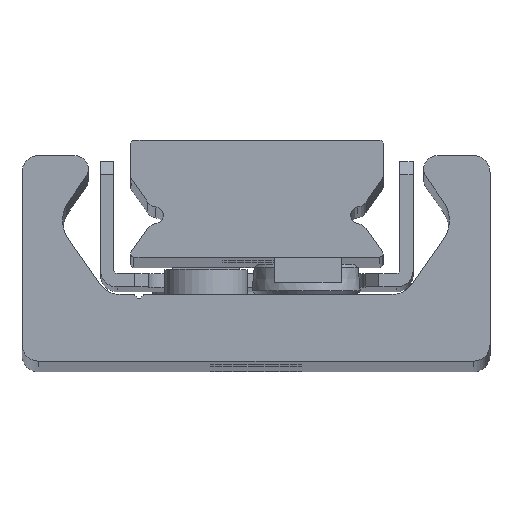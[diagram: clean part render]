
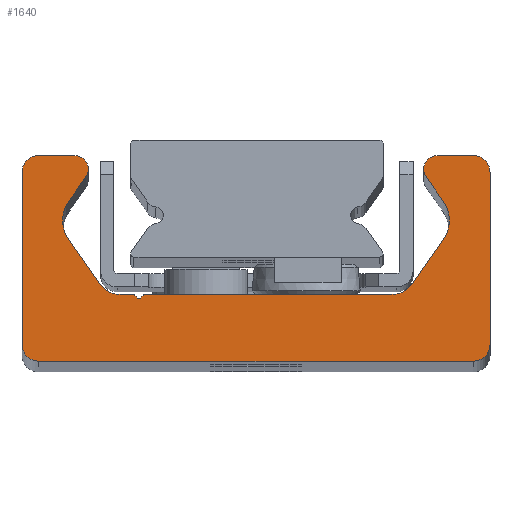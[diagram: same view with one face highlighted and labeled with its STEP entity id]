
A CAD part, top view. The second image highlights one B-rep face of the part: STEP entity #1640.
In plain terms, the highlighted planar face has unit normal (0, 0, 1).
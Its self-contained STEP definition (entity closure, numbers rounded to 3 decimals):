
#758=CARTESIAN_POINT('',(7.0,0.0,370.0));
#759=VERTEX_POINT('',#758);
#760=CARTESIAN_POINT('',(6.,1.0,370.0));
#761=VERTEX_POINT('',#760);
#762=CARTESIAN_POINT('',(7.0,1.0,370.0));
#763=DIRECTION('',(0.0,0.0,-1.0));
#764=DIRECTION('',(-1.0,0.0,0.0));
#765=AXIS2_PLACEMENT_3D('',#762,#763,#764);
#766=CIRCLE('',#765,1.0);
#767=EDGE_CURVE('',#759,#761,#766,.T.);
#800=CARTESIAN_POINT('',(6.,11.3,370.0));
#801=VERTEX_POINT('',#800);
#802=CARTESIAN_POINT('',(6.,1.0,370.0));
#803=DIRECTION('',(0.0,1.0,0.0));
#804=VECTOR('',#803,10.3);
#805=LINE('',#802,#804);
#806=EDGE_CURVE('',#761,#801,#805,.T.);
#831=CARTESIAN_POINT('',(7.0,12.3,370.0));
#832=VERTEX_POINT('',#831);
#833=CARTESIAN_POINT('',(7.0,11.3,370.0));
#834=DIRECTION('',(0.0,0.0,-1.0));
#835=DIRECTION('',(0.0,1.0,0.0));
#836=AXIS2_PLACEMENT_3D('',#833,#834,#835);
#837=CIRCLE('',#836,1.);
#838=EDGE_CURVE('',#801,#832,#837,.T.);
#864=CARTESIAN_POINT('',(9.17,12.3,370.0));
#865=VERTEX_POINT('',#864);
#866=CARTESIAN_POINT('',(7.0,12.3,370.0));
#867=DIRECTION('',(1.0,0.0,0.0));
#868=VECTOR('',#867,2.17);
#869=LINE('',#866,#868);
#870=EDGE_CURVE('',#832,#865,#869,.T.);
#895=CARTESIAN_POINT('',(9.826,11.041,370.0));
#896=VERTEX_POINT('',#895);
#897=CARTESIAN_POINT('',(9.17,11.5,370.0));
#898=DIRECTION('',(0.0,0.0,-1.0));
#899=DIRECTION('',(0.819,-0.574,0.0));
#900=AXIS2_PLACEMENT_3D('',#897,#898,#899);
#901=CIRCLE('',#900,0.8);
#902=EDGE_CURVE('',#865,#896,#901,.T.);
#928=CARTESIAN_POINT('',(8.794,9.567,370.0));
#929=VERTEX_POINT('',#928);
#930=CARTESIAN_POINT('',(9.826,11.041,370.0));
#931=DIRECTION('',(-0.574,-0.819,0.0));
#932=VECTOR('',#931,1.799);
#933=LINE('',#930,#932);
#934=EDGE_CURVE('',#896,#929,#933,.T.);
#959=CARTESIAN_POINT('',(8.794,7.273,370.0));
#960=VERTEX_POINT('',#959);
#961=CARTESIAN_POINT('',(10.432,8.42,370.0));
#962=DIRECTION('',(0.0,0.0,1.0));
#963=DIRECTION('',(0.819,-0.574,0.0));
#964=AXIS2_PLACEMENT_3D('',#961,#962,#963);
#965=CIRCLE('',#964,2.0);
#966=EDGE_CURVE('',#929,#960,#965,.T.);
#992=CARTESIAN_POINT('',(10.637,4.64,370.0));
#993=VERTEX_POINT('',#992);
#994=CARTESIAN_POINT('',(8.794,7.273,370.0));
#995=DIRECTION('',(0.574,-0.819,0.0));
#996=VECTOR('',#995,3.215);
#997=LINE('',#994,#996);
#998=EDGE_CURVE('',#960,#993,#997,.T.);
#1023=CARTESIAN_POINT('',(11.866,4.0,370.0));
#1024=VERTEX_POINT('',#1023);
#1025=CARTESIAN_POINT('',(11.866,5.5,370.0));
#1026=DIRECTION('',(0.0,0.0,1.0));
#1027=DIRECTION('',(0.819,0.574,0.0));
#1028=AXIS2_PLACEMENT_3D('',#1025,#1026,#1027);
#1029=CIRCLE('',#1028,1.5);
#1030=EDGE_CURVE('',#993,#1024,#1029,.T.);
#1056=CARTESIAN_POINT('',(12.665,4.0,370.0));
#1057=VERTEX_POINT('',#1056);
#1058=CARTESIAN_POINT('',(11.866,4.0,370.0));
#1059=DIRECTION('',(1.0,0.0,0.0));
#1060=VECTOR('',#1059,0.798);
#1061=LINE('',#1058,#1060);
#1062=EDGE_CURVE('',#1024,#1057,#1061,.T.);
#1087=CARTESIAN_POINT('',(12.76,3.929,370.0));
#1088=VERTEX_POINT('',#1087);
#1089=CARTESIAN_POINT('',(12.665,3.9,370.0));
#1090=DIRECTION('',(0.0,0.0,-1.0));
#1091=DIRECTION('',(0.958,0.286,0.0));
#1092=AXIS2_PLACEMENT_3D('',#1089,#1090,#1091);
#1093=CIRCLE('',#1092,0.1);
#1094=EDGE_CURVE('',#1057,#1088,#1093,.T.);
#1120=CARTESIAN_POINT('',(13.24,3.929,370.0));
#1121=VERTEX_POINT('',#1120);
#1122=CARTESIAN_POINT('',(13.,4.0,370.0));
#1123=DIRECTION('',(0.0,0.0,1.));
#1124=DIRECTION('',(0.958,0.286,0.0));
#1125=AXIS2_PLACEMENT_3D('',#1122,#1123,#1124);
#1126=CIRCLE('',#1125,0.25);
#1127=EDGE_CURVE('',#1088,#1121,#1126,.T.);
#1153=CARTESIAN_POINT('',(13.335,4.0,370.0));
#1154=VERTEX_POINT('',#1153);
#1155=CARTESIAN_POINT('',(13.335,3.9,370.0));
#1156=DIRECTION('',(0.0,0.0,-1.0));
#1157=DIRECTION('',(0.0,1.0,0.0));
#1158=AXIS2_PLACEMENT_3D('',#1155,#1156,#1157);
#1159=CIRCLE('',#1158,0.1);
#1160=EDGE_CURVE('',#1121,#1154,#1159,.T.);
#1186=CARTESIAN_POINT('',(28.134,4.,370.0));
#1187=VERTEX_POINT('',#1186);
#1188=CARTESIAN_POINT('',(13.335,4.0,370.0));
#1189=DIRECTION('',(1.0,0.0,0.0));
#1190=VECTOR('',#1189,14.798);
#1191=LINE('',#1188,#1190);
#1192=EDGE_CURVE('',#1154,#1187,#1191,.T.);
#1244=CARTESIAN_POINT('',(29.363,4.64,370.0));
#1245=VERTEX_POINT('',#1244);
#1246=CARTESIAN_POINT('',(28.134,5.5,370.0));
#1247=DIRECTION('',(0.0,0.0,1.0));
#1248=DIRECTION('',(0.0,1.0,0.0));
#1249=AXIS2_PLACEMENT_3D('',#1246,#1247,#1248);
#1250=CIRCLE('',#1249,1.5);
#1251=EDGE_CURVE('',#1187,#1245,#1250,.T.);
#1277=CARTESIAN_POINT('',(31.206,7.273,370.0));
#1278=VERTEX_POINT('',#1277);
#1279=CARTESIAN_POINT('',(29.363,4.64,370.0));
#1280=DIRECTION('',(0.574,0.819,0.0));
#1281=VECTOR('',#1280,3.215);
#1282=LINE('',#1279,#1281);
#1283=EDGE_CURVE('',#1245,#1278,#1282,.T.);
#1308=CARTESIAN_POINT('',(31.206,9.567,370.0));
#1309=VERTEX_POINT('',#1308);
#1310=CARTESIAN_POINT('',(29.568,8.42,370.0));
#1311=DIRECTION('',(0.0,0.0,1.));
#1312=DIRECTION('',(-0.819,0.574,0.0));
#1313=AXIS2_PLACEMENT_3D('',#1310,#1311,#1312);
#1314=CIRCLE('',#1313,2.0);
#1315=EDGE_CURVE('',#1278,#1309,#1314,.T.);
#1341=CARTESIAN_POINT('',(30.174,11.041,370.0));
#1342=VERTEX_POINT('',#1341);
#1343=CARTESIAN_POINT('',(31.206,9.567,370.0));
#1344=DIRECTION('',(-0.574,0.819,0.0));
#1345=VECTOR('',#1344,1.799);
#1346=LINE('',#1343,#1345);
#1347=EDGE_CURVE('',#1309,#1342,#1346,.T.);
#1372=CARTESIAN_POINT('',(30.83,12.3,370.0));
#1373=VERTEX_POINT('',#1372);
#1374=CARTESIAN_POINT('',(30.83,11.5,370.0));
#1375=DIRECTION('',(0.0,0.0,-1.0));
#1376=DIRECTION('',(0.0,1.0,0.0));
#1377=AXIS2_PLACEMENT_3D('',#1374,#1375,#1376);
#1378=CIRCLE('',#1377,0.8);
#1379=EDGE_CURVE('',#1342,#1373,#1378,.T.);
#1405=CARTESIAN_POINT('',(33.0,12.3,370.0));
#1406=VERTEX_POINT('',#1405);
#1407=CARTESIAN_POINT('',(30.83,12.3,370.0));
#1408=DIRECTION('',(1.0,0.0,0.0));
#1409=VECTOR('',#1408,2.17);
#1410=LINE('',#1407,#1409);
#1411=EDGE_CURVE('',#1373,#1406,#1410,.T.);
#1436=CARTESIAN_POINT('',(34.0,11.3,370.0));
#1437=VERTEX_POINT('',#1436);
#1438=CARTESIAN_POINT('',(33.0,11.3,370.0));
#1439=DIRECTION('',(0.0,0.0,-1.0));
#1440=DIRECTION('',(1.0,0.0,0.0));
#1441=AXIS2_PLACEMENT_3D('',#1438,#1439,#1440);
#1442=CIRCLE('',#1441,1.);
#1443=EDGE_CURVE('',#1406,#1437,#1442,.T.);
#1469=CARTESIAN_POINT('',(34.0,1.0,370.0));
#1470=VERTEX_POINT('',#1469);
#1471=CARTESIAN_POINT('',(34.0,11.3,370.0));
#1472=DIRECTION('',(0.0,-1.0,0.0));
#1473=VECTOR('',#1472,10.3);
#1474=LINE('',#1471,#1473);
#1475=EDGE_CURVE('',#1437,#1470,#1474,.T.);
#1500=CARTESIAN_POINT('',(33.0,0.0,370.0));
#1501=VERTEX_POINT('',#1500);
#1502=CARTESIAN_POINT('',(33.0,1.0,370.0));
#1503=DIRECTION('',(0.0,0.0,-1.0));
#1504=DIRECTION('',(0.0,-1.0,0.0));
#1505=AXIS2_PLACEMENT_3D('',#1502,#1503,#1504);
#1506=CIRCLE('',#1505,1.0);
#1507=EDGE_CURVE('',#1470,#1501,#1506,.T.);
#1533=CARTESIAN_POINT('',(33.0,0.0,370.0));
#1534=DIRECTION('',(-1.0,0.0,0.0));
#1535=VECTOR('',#1534,26.0);
#1536=LINE('',#1533,#1535);
#1537=EDGE_CURVE('',#1501,#759,#1536,.T.);
#1609=CARTESIAN_POINT('',(19.983,4.783,370.0));
#1610=DIRECTION('',(0.0,0.0,1.0));
#1611=DIRECTION('',(1.0,0.0,0.0));
#1612=AXIS2_PLACEMENT_3D('',#1609,#1610,#1611);
#1613=PLANE('',#1612);
#1614=ORIENTED_EDGE('',*,*,#767,.F.);
#1615=ORIENTED_EDGE('',*,*,#1537,.F.);
#1616=ORIENTED_EDGE('',*,*,#1507,.F.);
#1617=ORIENTED_EDGE('',*,*,#1475,.F.);
#1618=ORIENTED_EDGE('',*,*,#1443,.F.);
#1619=ORIENTED_EDGE('',*,*,#1411,.F.);
#1620=ORIENTED_EDGE('',*,*,#1379,.F.);
#1621=ORIENTED_EDGE('',*,*,#1347,.F.);
#1622=ORIENTED_EDGE('',*,*,#1315,.F.);
#1623=ORIENTED_EDGE('',*,*,#1283,.F.);
#1624=ORIENTED_EDGE('',*,*,#1251,.F.);
#1625=ORIENTED_EDGE('',*,*,#1192,.F.);
#1626=ORIENTED_EDGE('',*,*,#1160,.F.);
#1627=ORIENTED_EDGE('',*,*,#1127,.F.);
#1628=ORIENTED_EDGE('',*,*,#1094,.F.);
#1629=ORIENTED_EDGE('',*,*,#1062,.F.);
#1630=ORIENTED_EDGE('',*,*,#1030,.F.);
#1631=ORIENTED_EDGE('',*,*,#998,.F.);
#1632=ORIENTED_EDGE('',*,*,#966,.F.);
#1633=ORIENTED_EDGE('',*,*,#934,.F.);
#1634=ORIENTED_EDGE('',*,*,#902,.F.);
#1635=ORIENTED_EDGE('',*,*,#870,.F.);
#1636=ORIENTED_EDGE('',*,*,#838,.F.);
#1637=ORIENTED_EDGE('',*,*,#806,.F.);
#1638=EDGE_LOOP('',(#1614,#1615,#1616,#1617,#1618,#1619,#1620,#1621,#1622,#1623,#1624,#1625,#1626,#1627,#1628,#1629,#1630,#1631,#1632,#1633,#1634,#1635,#1636,#1637));
#1639=FACE_OUTER_BOUND('',#1638,.T.);
#1640=ADVANCED_FACE('',(#1639),#1613,.T.);
